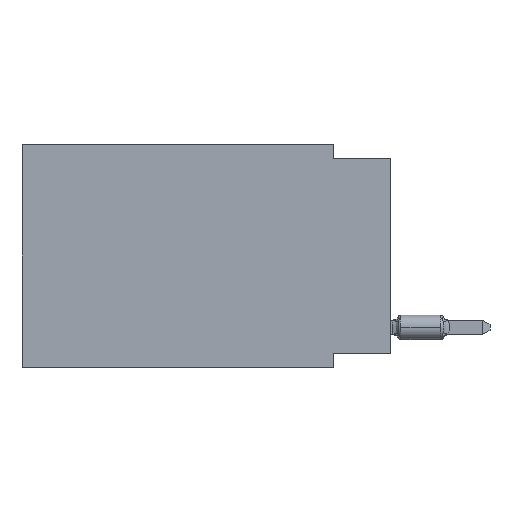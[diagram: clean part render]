
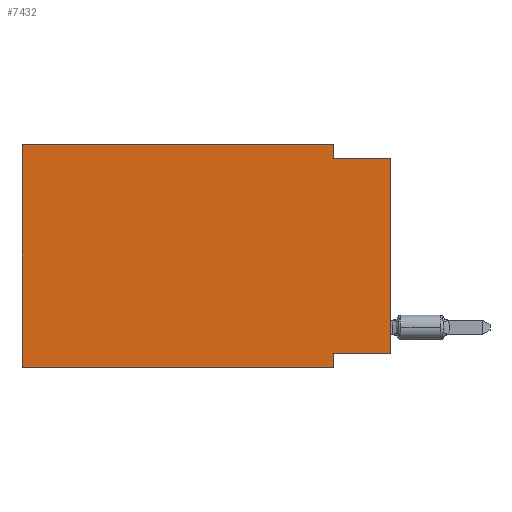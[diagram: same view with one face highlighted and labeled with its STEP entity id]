
A CAD part, left-side view. The second image highlights one B-rep face of the part: STEP entity #7432.
In plain terms, the highlighted planar face has unit normal (-1, 0, 0).
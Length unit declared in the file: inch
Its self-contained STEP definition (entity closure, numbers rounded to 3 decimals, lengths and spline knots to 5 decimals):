
#319 = DIRECTION ( 'NONE',  ( 0., -1., 0. ) ) ;
#496 = CARTESIAN_POINT ( 'NONE',  ( 0., 0.645, 0. ) ) ;
#826 = CARTESIAN_POINT ( 'NONE',  ( 0., 0., -0.365 ) ) ;
#920 = CARTESIAN_POINT ( 'NONE',  ( 0., 0., -0.025 ) ) ;
#1024 = LINE ( 'NONE', #12974, #6936 ) ;
#1096 = DIRECTION ( 'NONE',  ( 0., 0., 1. ) ) ;
#1217 = CARTESIAN_POINT ( 'NONE',  ( 0., 0.1, -0.025 ) ) ;
#1230 = DIRECTION ( 'NONE',  ( 0., 0., -1. ) ) ;
#2092 = LINE ( 'NONE', #920, #9551 ) ;
#2808 = VECTOR ( 'NONE', #8915, 39.37008 ) ;
#2969 = LINE ( 'NONE', #11254, #9973 ) ;
#2989 = LINE ( 'NONE', #496, #4744 ) ;
#4074 = CARTESIAN_POINT ( 'NONE',  ( 0., 0., -0.025 ) ) ;
#4207 = CARTESIAN_POINT ( 'NONE',  ( 0., 0., -0.365 ) ) ;
#4640 = VECTOR ( 'NONE', #5856, 39.37008 ) ;
#4744 = VECTOR ( 'NONE', #7797, 39.37008 ) ;
#5026 = EDGE_CURVE ( 'NONE', #8895, #5448, #2092, .T. ) ;
#5139 = VERTEX_POINT ( 'NONE', #7040 ) ;
#5448 = VERTEX_POINT ( 'NONE', #4074 ) ;
#5525 = ORIENTED_EDGE ( 'NONE', *, *, #11266, .F. ) ;
#5537 = LINE ( 'NONE', #10337, #2808 ) ;
#5712 = ORIENTED_EDGE ( 'NONE', *, *, #10896, .F. ) ;
#5856 = DIRECTION ( 'NONE',  ( 0., -1., 0. ) ) ;
#5949 = CARTESIAN_POINT ( 'NONE',  ( 0., 0.645, 0. ) ) ;
#6016 = CARTESIAN_POINT ( 'NONE',  ( 0., 0.645, -0.39 ) ) ;
#6338 = CARTESIAN_POINT ( 'NONE',  ( 0., 0.1, 0. ) ) ;
#6936 = VECTOR ( 'NONE', #1096, 39.37008 ) ;
#7040 = CARTESIAN_POINT ( 'NONE',  ( 0., 0.645, -0.39 ) ) ;
#7289 = PLANE ( 'NONE',  #9991 ) ;
#7432 = ADVANCED_FACE ( 'NONE', ( #11936 ), #7289, .F. ) ;
#7628 = LINE ( 'NONE', #8811, #13407 ) ;
#7797 = DIRECTION ( 'NONE',  ( 0., 0., 1. ) ) ;
#8209 = ORIENTED_EDGE ( 'NONE', *, *, #8380, .F. ) ;
#8380 = EDGE_CURVE ( 'NONE', #10529, #12095, #10428, .T. ) ;
#8811 = CARTESIAN_POINT ( 'NONE',  ( 0., 0.1, 0. ) ) ;
#8895 = VERTEX_POINT ( 'NONE', #1217 ) ;
#8915 = DIRECTION ( 'NONE',  ( 0., 0., -1. ) ) ;
#8920 = EDGE_CURVE ( 'NONE', #5139, #13598, #15437, .T. ) ;
#9402 = ORIENTED_EDGE ( 'NONE', *, *, #5026, .F. ) ;
#9551 = VECTOR ( 'NONE', #14139, 39.37008 ) ;
#9604 = VERTEX_POINT ( 'NONE', #11115 ) ;
#9973 = VECTOR ( 'NONE', #319, 39.37008 ) ;
#9991 = AXIS2_PLACEMENT_3D ( 'NONE', #5949, #10902, #1230 ) ;
#10016 = EDGE_CURVE ( 'NONE', #12108, #8895, #7628, .T. ) ;
#10177 = ORIENTED_EDGE ( 'NONE', *, *, #14708, .T. ) ;
#10337 = CARTESIAN_POINT ( 'NONE',  ( 0., 0.1, -0.39 ) ) ;
#10428 = LINE ( 'NONE', #826, #14430 ) ;
#10529 = VERTEX_POINT ( 'NONE', #4207 ) ;
#10896 = EDGE_CURVE ( 'NONE', #5139, #9604, #2989, .T. ) ;
#10902 = DIRECTION ( 'NONE',  ( 1., 0., 0. ) ) ;
#11115 = CARTESIAN_POINT ( 'NONE',  ( 0., 0.645, 0. ) ) ;
#11254 = CARTESIAN_POINT ( 'NONE',  ( 0., 0.645, 0. ) ) ;
#11266 = EDGE_CURVE ( 'NONE', #9604, #12108, #2969, .T. ) ;
#11936 = FACE_OUTER_BOUND ( 'NONE', #13683, .T. ) ;
#12095 = VERTEX_POINT ( 'NONE', #13418 ) ;
#12108 = VERTEX_POINT ( 'NONE', #6338 ) ;
#12223 = EDGE_CURVE ( 'NONE', #12095, #13598, #5537, .T. ) ;
#12569 = ORIENTED_EDGE ( 'NONE', *, *, #8920, .T. ) ;
#12974 = CARTESIAN_POINT ( 'NONE',  ( 0., 0., 0. ) ) ;
#13113 = CARTESIAN_POINT ( 'NONE',  ( 0., 0.1, -0.39 ) ) ;
#13407 = VECTOR ( 'NONE', #13534, 39.37008 ) ;
#13418 = CARTESIAN_POINT ( 'NONE',  ( 0., 0.1, -0.365 ) ) ;
#13534 = DIRECTION ( 'NONE',  ( 0., 0., -1. ) ) ;
#13598 = VERTEX_POINT ( 'NONE', #13113 ) ;
#13683 = EDGE_LOOP ( 'NONE', ( #10177, #9402, #14617, #5525, #5712, #12569, #14184, #8209 ) ) ;
#14127 = DIRECTION ( 'NONE',  ( 0., 1., 0. ) ) ;
#14139 = DIRECTION ( 'NONE',  ( 0., -1., 0. ) ) ;
#14184 = ORIENTED_EDGE ( 'NONE', *, *, #12223, .F. ) ;
#14430 = VECTOR ( 'NONE', #14127, 39.37008 ) ;
#14617 = ORIENTED_EDGE ( 'NONE', *, *, #10016, .F. ) ;
#14708 = EDGE_CURVE ( 'NONE', #10529, #5448, #1024, .T. ) ;
#15437 = LINE ( 'NONE', #6016, #4640 ) ;
